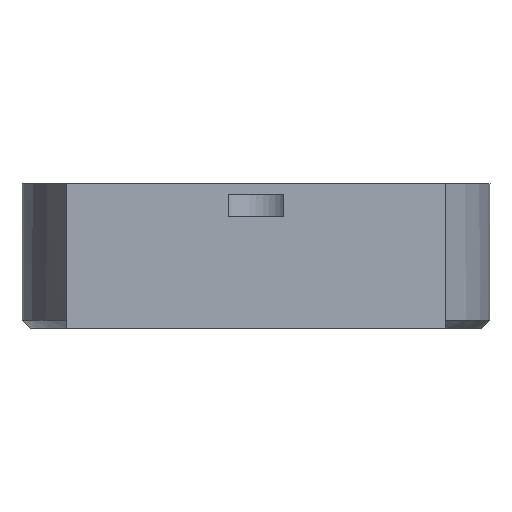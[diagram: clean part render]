
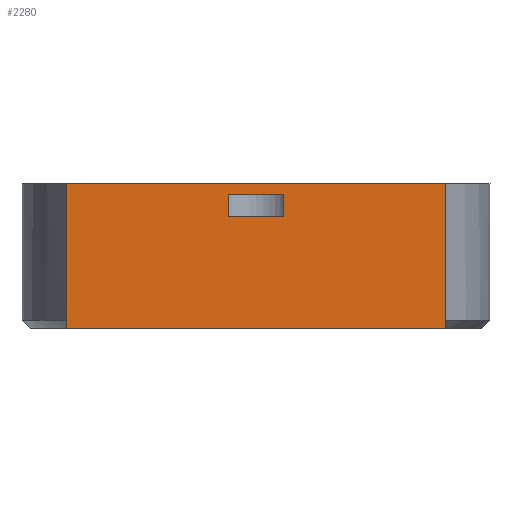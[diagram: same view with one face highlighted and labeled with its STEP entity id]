
A CAD part, left-side view. The second image highlights one B-rep face of the part: STEP entity #2280.
In plain terms, the highlighted planar face has unit normal (-1, 0, 0).
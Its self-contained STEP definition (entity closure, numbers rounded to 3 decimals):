
#1611 = VERTEX_POINT('',#1612);
#1612 = CARTESIAN_POINT('',(-96.329,-17.,13.));
#1701 = VERTEX_POINT('',#1702);
#1702 = CARTESIAN_POINT('',(-96.329,17.,13.));
#1708 = EDGE_CURVE('',#1611,#1701,#1709,.T.);
#1709 = LINE('',#1710,#1711);
#1710 = CARTESIAN_POINT('',(-96.329,-17.,13.));
#1711 = VECTOR('',#1712,1.);
#1712 = DIRECTION('',(0.,1.,0.));
#2103 = EDGE_CURVE('',#2104,#1611,#2106,.T.);
#2104 = VERTEX_POINT('',#2105);
#2105 = CARTESIAN_POINT('',(-96.329,-17.,0.));
#2106 = LINE('',#2107,#2108);
#2107 = CARTESIAN_POINT('',(-96.329,-17.,2.));
#2108 = VECTOR('',#2109,1.);
#2109 = DIRECTION('',(0.,0.,1.));
#2248 = VERTEX_POINT('',#2249);
#2249 = CARTESIAN_POINT('',(-96.329,17.,0.));
#2255 = EDGE_CURVE('',#2248,#1701,#2256,.T.);
#2256 = LINE('',#2257,#2258);
#2257 = CARTESIAN_POINT('',(-96.329,17.,0.));
#2258 = VECTOR('',#2259,1.);
#2259 = DIRECTION('',(0.,0.,1.));
#2280 = ADVANCED_FACE('',(#2281,#2292),#2326,.T.);
#2281 = FACE_BOUND('',#2282,.T.);
#2282 = EDGE_LOOP('',(#2283,#2284,#2290,#2291));
#2283 = ORIENTED_EDGE('',*,*,#2255,.F.);
#2284 = ORIENTED_EDGE('',*,*,#2285,.T.);
#2285 = EDGE_CURVE('',#2248,#2104,#2286,.T.);
#2286 = LINE('',#2287,#2288);
#2287 = CARTESIAN_POINT('',(-96.329,17.,0.));
#2288 = VECTOR('',#2289,1.);
#2289 = DIRECTION('',(0.,-1.,0.));
#2290 = ORIENTED_EDGE('',*,*,#2103,.T.);
#2291 = ORIENTED_EDGE('',*,*,#1708,.T.);
#2292 = FACE_BOUND('',#2293,.T.);
#2293 = EDGE_LOOP('',(#2294,#2304,#2312,#2320));
#2294 = ORIENTED_EDGE('',*,*,#2295,.F.);
#2295 = EDGE_CURVE('',#2296,#2298,#2300,.T.);
#2296 = VERTEX_POINT('',#2297);
#2297 = CARTESIAN_POINT('',(-96.329,2.5,12.));
#2298 = VERTEX_POINT('',#2299);
#2299 = CARTESIAN_POINT('',(-96.329,2.5,10.));
#2300 = LINE('',#2301,#2302);
#2301 = CARTESIAN_POINT('',(-96.329,2.5,12.));
#2302 = VECTOR('',#2303,1.);
#2303 = DIRECTION('',(0.,0.,-1.));
#2304 = ORIENTED_EDGE('',*,*,#2305,.F.);
#2305 = EDGE_CURVE('',#2306,#2296,#2308,.T.);
#2306 = VERTEX_POINT('',#2307);
#2307 = CARTESIAN_POINT('',(-96.329,-2.5,12.));
#2308 = LINE('',#2309,#2310);
#2309 = CARTESIAN_POINT('',(-96.329,-2.5,12.));
#2310 = VECTOR('',#2311,1.);
#2311 = DIRECTION('',(0.,1.,0.));
#2312 = ORIENTED_EDGE('',*,*,#2313,.F.);
#2313 = EDGE_CURVE('',#2314,#2306,#2316,.T.);
#2314 = VERTEX_POINT('',#2315);
#2315 = CARTESIAN_POINT('',(-96.329,-2.5,10.));
#2316 = LINE('',#2317,#2318);
#2317 = CARTESIAN_POINT('',(-96.329,-2.5,10.));
#2318 = VECTOR('',#2319,1.);
#2319 = DIRECTION('',(0.,0.,1.));
#2320 = ORIENTED_EDGE('',*,*,#2321,.F.);
#2321 = EDGE_CURVE('',#2298,#2314,#2322,.T.);
#2322 = LINE('',#2323,#2324);
#2323 = CARTESIAN_POINT('',(-96.329,2.5,10.));
#2324 = VECTOR('',#2325,1.);
#2325 = DIRECTION('',(0.,-1.,0.));
#2326 = PLANE('',#2327);
#2327 = AXIS2_PLACEMENT_3D('',#2328,#2329,#2330);
#2328 = CARTESIAN_POINT('',(-96.329,0.,6.5));
#2329 = DIRECTION('',(-1.,-0.,-0.));
#2330 = DIRECTION('',(0.,0.,-1.));
